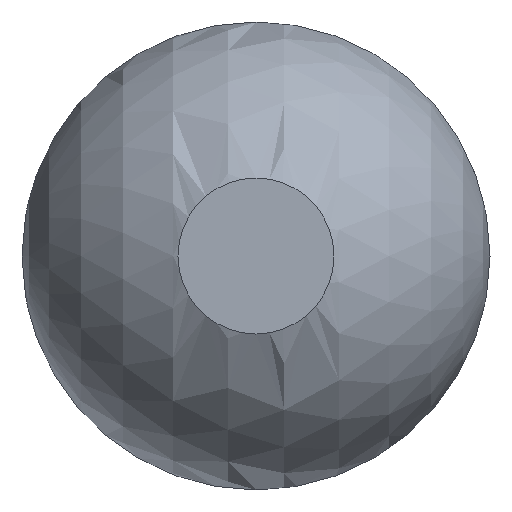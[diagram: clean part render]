
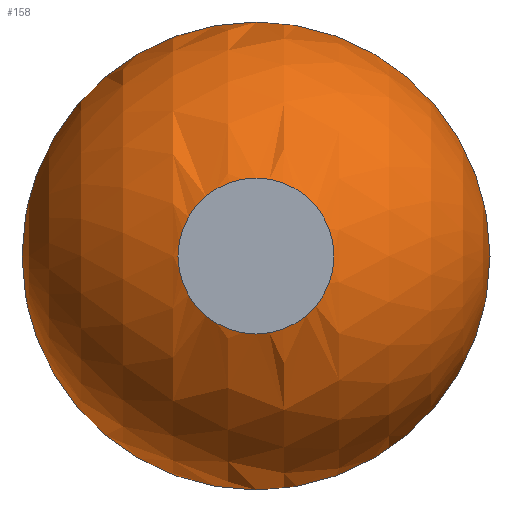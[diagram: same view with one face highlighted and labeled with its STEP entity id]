
A CAD part, left-side view. The second image highlights one B-rep face of the part: STEP entity #158.
In plain terms, the highlighted spherical face has radius 120 mm.
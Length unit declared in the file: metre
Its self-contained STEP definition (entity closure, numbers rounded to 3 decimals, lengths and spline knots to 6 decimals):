
#17=SPHERICAL_SURFACE('',#194,0.12);
#36=ORIENTED_EDGE('',*,*,#57,.T.);
#37=ORIENTED_EDGE('',*,*,#58,.F.);
#57=EDGE_CURVE('',#71,#71,#85,.T.);
#58=EDGE_CURVE('',#72,#72,#86,.T.);
#71=VERTEX_POINT('',#288);
#72=VERTEX_POINT('',#290);
#85=CIRCLE('',#195,0.04);
#86=CIRCLE('',#196,0.12);
#106=EDGE_LOOP('',(#36));
#107=EDGE_LOOP('',(#37));
#134=FACE_BOUND('',#106,.T.);
#135=FACE_BOUND('',#107,.T.);
#158=ADVANCED_FACE('',(#134,#135),#17,.T.);
#194=AXIS2_PLACEMENT_3D('',#286,#241,#242);
#195=AXIS2_PLACEMENT_3D('',#287,#243,#244);
#196=AXIS2_PLACEMENT_3D('',#289,#245,#246);
#241=DIRECTION('',(0.,-1.,0.));
#242=DIRECTION('',(0.,0.,1.));
#243=DIRECTION('',(1.,0.,0.));
#244=DIRECTION('',(0.,0.,-1.));
#245=DIRECTION('',(1.,0.,0.));
#246=DIRECTION('',(0.,1.,0.));
#286=CARTESIAN_POINT('',(-0.305,0.,0.));
#287=CARTESIAN_POINT('',(-0.418137,0.,0.));
#288=CARTESIAN_POINT('',(-0.418137,0.,-0.04));
#289=CARTESIAN_POINT('',(-0.305,0.,0.));
#290=CARTESIAN_POINT('',(-0.305,0.12,0.));
